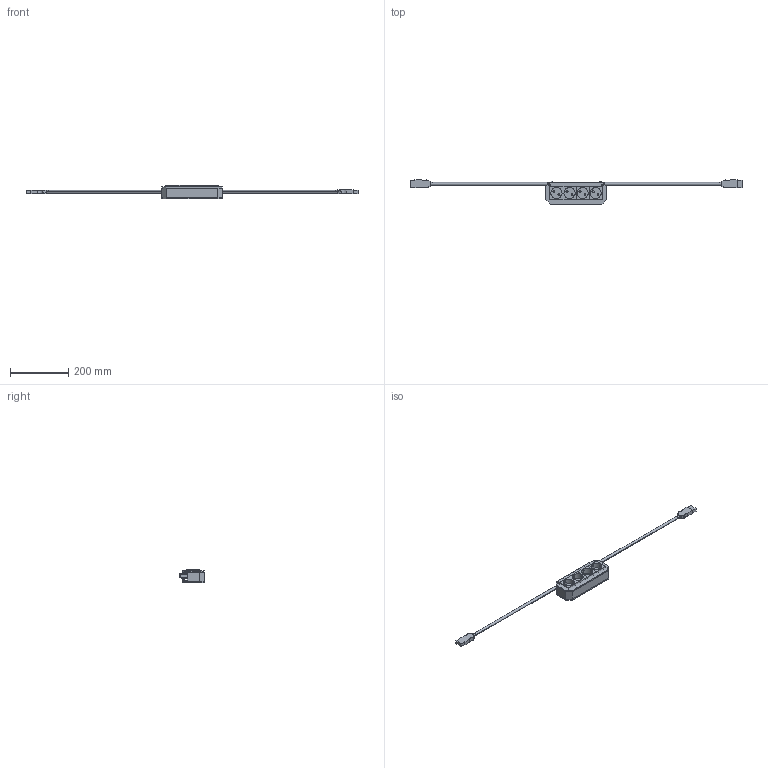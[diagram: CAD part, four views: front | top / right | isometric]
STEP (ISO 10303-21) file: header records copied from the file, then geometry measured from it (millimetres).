
FILE_DESCRIPTION (( 'STEP AP214' ), '1' );
FILE_NAME ('7404622.stp', '2020-10-21T12:49:54', ( '' ), ( '' ), 'SwSTEP 2.0', 'SolidWorks 2020', '' );
FILE_SCHEMA (( 'AUTOMOTIVE_DESIGN' ));
Length unit declared in the file: millimetre
Products named in the file (18): 044407_Standard; 071650_Standard; 109367_f〉 konfektionierten UT; 044040_Standard; 077656_Standard; 044048_Standard; 071656_Standard; 044046_Standard; 044405_Standard; 077657_Standard; 072941_Standard; P_0000011081_1_Stecker; 044039_Standard; 109367T1_f〉 konfektionierten UT; 43620A_Standard; 7404622
Assembly tree (22 placements, depth 4):
  7404622
    072941_Standard
    071650_Standard  x2
    071656_Standard
    43620A_Standard  x2
    044407_Standard
      044048_Standard
      077656_Standard
        044039_Standard
      077657_Standard
        044040_Standard
    109367_f〉 konfektionierten UT
      P_0000011081_1_Stecker
      109367T1_f〉 konfektionierten UT
    109367_f〉 konfektionierten UT
      P_0000011081_1_Stecker
      109367T1_f〉 konfektionierten UT
    044405_Standard
      044046_Standard
      077656_Standard
        044039_Standard
Bounding box: 1142.42 x 83.45 x 45.25 mm (x, y, z)
Volume: 458260.5 mm3; surface area: 204312.8 mm2
Topology: 15 solids, 15 shells, 638 faces, 1627 edges, 1034 vertices
Faces by surface type: plane 440, cylinder 98, cone 92, torus 4, bspline 4
Entity records: 13196 total; most frequent: CARTESIAN_POINT 2521, ORIENTED_EDGE 2116, DIRECTION 2062, EDGE_CURVE 1058, LINE 802, VECTOR 802, VERTEX_POINT 679, AXIS2_PLACEMENT_3D 630
